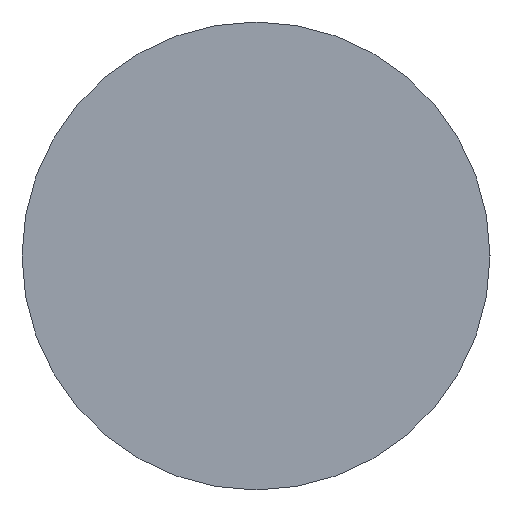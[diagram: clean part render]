
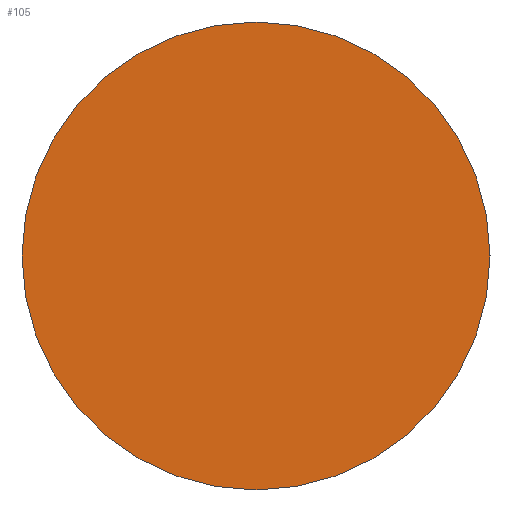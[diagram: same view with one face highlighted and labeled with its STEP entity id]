
A CAD part, left-side view. The second image highlights one B-rep face of the part: STEP entity #105.
In plain terms, the highlighted planar face has unit normal (-1, 0, 0).
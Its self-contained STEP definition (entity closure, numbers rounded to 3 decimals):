
#44 = FACE_OUTER_BOUND ( 'NONE', #74, .T. ) ;
#51 = CIRCLE ( 'NONE', #99, 3.85 ) ;
#55 = CIRCLE ( 'NONE', #95, 3.85 ) ;
#67 = ORIENTED_EDGE ( 'NONE', *, *, #81, .F. ) ;
#70 = ORIENTED_EDGE ( 'NONE', *, *, #86, .F. ) ;
#74 = EDGE_LOOP ( 'NONE', ( #67, #70 ) ) ;
#81 = EDGE_CURVE ( 'NONE', #145, #175, #55, .T. ) ;
#86 = EDGE_CURVE ( 'NONE', #175, #145, #51, .T. ) ;
#95 = AXIS2_PLACEMENT_3D ( 'NONE', #172, #171, #169 ) ;
#99 = AXIS2_PLACEMENT_3D ( 'NONE', #166, #165, #163 ) ;
#105 = ADVANCED_FACE ( 'NONE', ( #44 ), #155, .F. ) ;
#132 = AXIS2_PLACEMENT_3D ( 'NONE', #156, #153, #152 ) ;
#139 = CARTESIAN_POINT ( 'NONE',  ( -30., 0., 3.85 ) ) ;
#140 = CARTESIAN_POINT ( 'NONE',  ( -30., 0., -3.85 ) ) ;
#145 = VERTEX_POINT ( 'NONE', #140 ) ;
#152 = DIRECTION ( 'NONE',  ( 0., 0., -1. ) ) ;
#153 = DIRECTION ( 'NONE',  ( 1., 0., 0. ) ) ;
#155 = PLANE ( 'NONE',  #132 ) ;
#156 = CARTESIAN_POINT ( 'NONE',  ( -30., 0., 0. ) ) ;
#163 = DIRECTION ( 'NONE',  ( 0., 0., -1. ) ) ;
#165 = DIRECTION ( 'NONE',  ( 1., 0., 0. ) ) ;
#166 = CARTESIAN_POINT ( 'NONE',  ( -30., 0., 0. ) ) ;
#169 = DIRECTION ( 'NONE',  ( 0., 0., -1. ) ) ;
#171 = DIRECTION ( 'NONE',  ( 1., 0., 0. ) ) ;
#172 = CARTESIAN_POINT ( 'NONE',  ( -30., 0., 0. ) ) ;
#175 = VERTEX_POINT ( 'NONE', #139 ) ;
